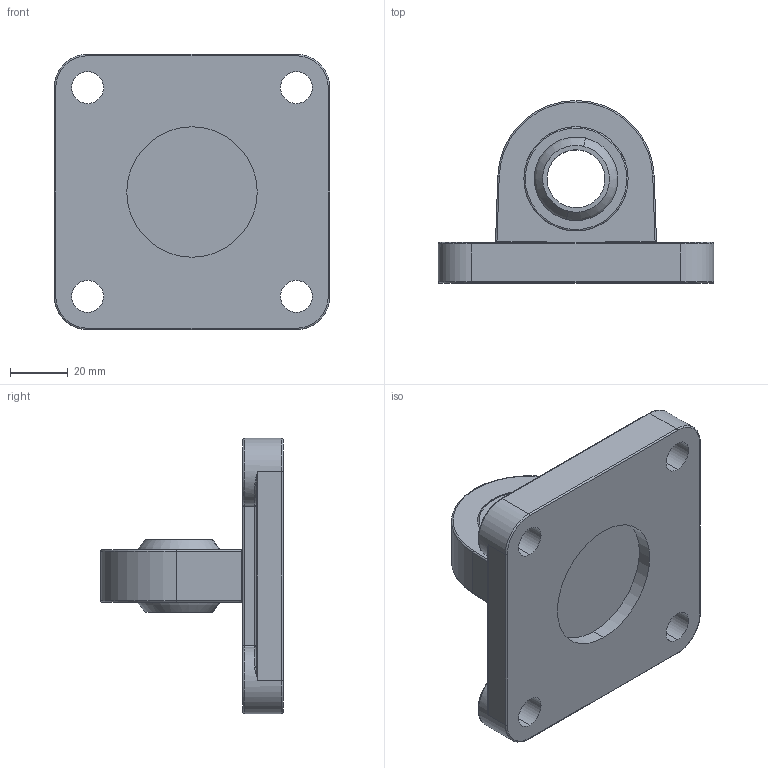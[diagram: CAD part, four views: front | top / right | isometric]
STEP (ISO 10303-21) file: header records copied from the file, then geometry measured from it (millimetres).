
FILE_DESCRIPTION (( 'STEP AP214' ), '1' );
FILE_NAME ('RD000034.STEP', '2018-09-10T06:59:20', ( '' ), ( '' ), 'SwSTEP 2.0', 'SolidWorks 2018', '' );
FILE_SCHEMA (( 'AUTOMOTIVE_DESIGN' ));
Length unit declared in the file: millimetre
Products named in the file (1): RD000034
Bounding box: 95 x 63 x 95 mm (x, y, z)
Volume: 139482.6 mm3; surface area: 40806.3 mm2
Topology: 3 solids, 3 shells, 124 faces, 290 edges, 172 vertices
Faces by surface type: cylinder 56, plane 26, torus 22, sphere 12, bspline 8
Entity records: 5376 total; most frequent: CARTESIAN_POINT 1055, DIRECTION 670, ORIENTED_EDGE 572, AXIS2_PLACEMENT_3D 287, EDGE_CURVE 286, VERTEX_POINT 172, CIRCLE 170, EDGE_LOOP 144
